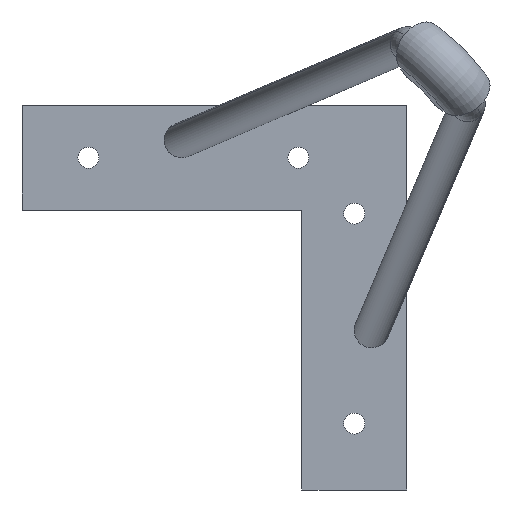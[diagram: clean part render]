
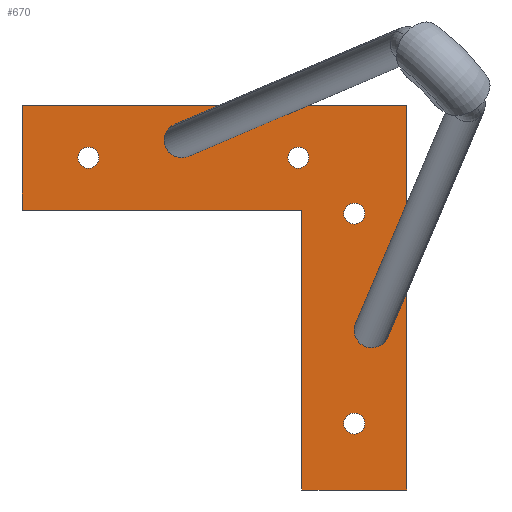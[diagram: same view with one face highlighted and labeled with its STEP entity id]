
A CAD part, front view. The second image highlights one B-rep face of the part: STEP entity #670.
In plain terms, the highlighted planar face has unit normal (0, -1, 0).
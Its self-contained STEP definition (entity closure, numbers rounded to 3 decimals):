
#27 = DIRECTION ( 'NONE',  ( 0., 0., 1. ) ) ;
#68 = CARTESIAN_POINT ( 'NONE',  ( 0., -3., 0. ) ) ;
#77 = FACE_OUTER_BOUND ( 'NONE', #300, .T. ) ;
#82 = EDGE_CURVE ( 'NONE', #440, #1421, #167, .T. ) ;
#114 = CARTESIAN_POINT ( 'NONE',  ( 0., -3., -110. ) ) ;
#166 = CARTESIAN_POINT ( 'NONE',  ( -91., -3., -12. ) ) ;
#167 = LINE ( 'NONE', #114, #1092 ) ;
#169 = CARTESIAN_POINT ( 'NONE',  ( 0., -3., -110. ) ) ;
#170 = ORIENTED_EDGE ( 'NONE', *, *, #293, .T. ) ;
#177 = DIRECTION ( 'NONE',  ( 0., 1., 0. ) ) ;
#183 = ORIENTED_EDGE ( 'NONE', *, *, #582, .F. ) ;
#192 = ORIENTED_EDGE ( 'NONE', *, *, #1086, .T. ) ;
#201 = DIRECTION ( 'NONE',  ( 0., 1., 0. ) ) ;
#210 = CARTESIAN_POINT ( 'NONE',  ( -110., -3., 0. ) ) ;
#224 = VERTEX_POINT ( 'NONE', #349 ) ;
#258 = VECTOR ( 'NONE', #1330, 1000. ) ;
#269 = CIRCLE ( 'NONE', #329, 3. ) ;
#283 = PLANE ( 'NONE',  #1266 ) ;
#293 = EDGE_CURVE ( 'NONE', #1151, #1542, #1111, .T. ) ;
#300 = EDGE_LOOP ( 'NONE', ( #975, #1063, #183, #600, #1289, #1148 ) ) ;
#304 = DIRECTION ( 'NONE',  ( 0., 1., 0. ) ) ;
#326 = CARTESIAN_POINT ( 'NONE',  ( -31., -3., -15. ) ) ;
#329 = AXIS2_PLACEMENT_3D ( 'NONE', #933, #656, #1386 ) ;
#331 = EDGE_LOOP ( 'NONE', ( #561, #586 ) ) ;
#334 = CARTESIAN_POINT ( 'NONE',  ( -110., -3., -30. ) ) ;
#349 = CARTESIAN_POINT ( 'NONE',  ( -110., -3., -30. ) ) ;
#380 = VECTOR ( 'NONE', #563, 1000. ) ;
#388 = AXIS2_PLACEMENT_3D ( 'NONE', #427, #457, #950 ) ;
#394 = CARTESIAN_POINT ( 'NONE',  ( -30., -3., -30. ) ) ;
#419 = ORIENTED_EDGE ( 'NONE', *, *, #895, .T. ) ;
#424 = CARTESIAN_POINT ( 'NONE',  ( -15., -3., -91. ) ) ;
#425 = DIRECTION ( 'NONE',  ( 0., 0., 1. ) ) ;
#427 = CARTESIAN_POINT ( 'NONE',  ( -15., -3., -31. ) ) ;
#434 = CIRCLE ( 'NONE', #1020, 3. ) ;
#440 = VERTEX_POINT ( 'NONE', #169 ) ;
#442 = LINE ( 'NONE', #821, #380 ) ;
#457 = DIRECTION ( 'NONE',  ( 0., 1., 0. ) ) ;
#495 = VECTOR ( 'NONE', #1286, 1000. ) ;
#520 = AXIS2_PLACEMENT_3D ( 'NONE', #1488, #1344, #1144 ) ;
#530 = EDGE_CURVE ( 'NONE', #824, #1140, #1081, .T. ) ;
#543 = DIRECTION ( 'NONE',  ( 0., 0., 1. ) ) ;
#551 = EDGE_CURVE ( 'NONE', #1421, #1205, #442, .T. ) ;
#560 = VERTEX_POINT ( 'NONE', #1040 ) ;
#561 = ORIENTED_EDGE ( 'NONE', *, *, #530, .T. ) ;
#563 = DIRECTION ( 'NONE',  ( 0., 0., 1. ) ) ;
#570 = DIRECTION ( 'NONE',  ( -1., 0., 0. ) ) ;
#582 = EDGE_CURVE ( 'NONE', #1205, #224, #1170, .T. ) ;
#586 = ORIENTED_EDGE ( 'NONE', *, *, #1051, .T. ) ;
#596 = CARTESIAN_POINT ( 'NONE',  ( 0., -3., 0. ) ) ;
#600 = ORIENTED_EDGE ( 'NONE', *, *, #551, .F. ) ;
#618 = CARTESIAN_POINT ( 'NONE',  ( -31., -3., -12. ) ) ;
#653 = EDGE_LOOP ( 'NONE', ( #1490, #831 ) ) ;
#656 = DIRECTION ( 'NONE',  ( 0., 1., 0. ) ) ;
#668 = CARTESIAN_POINT ( 'NONE',  ( -30., -3., -110. ) ) ;
#670 = ADVANCED_FACE ( 'NONE', ( #801, #692, #1178, #1249, #77 ), #283, .F. ) ;
#679 = ORIENTED_EDGE ( 'NONE', *, *, #1445, .T. ) ;
#691 = CARTESIAN_POINT ( 'NONE',  ( -30., -3., -30. ) ) ;
#692 = FACE_BOUND ( 'NONE', #653, .T. ) ;
#750 = CARTESIAN_POINT ( 'NONE',  ( -31., -3., -15. ) ) ;
#787 = EDGE_LOOP ( 'NONE', ( #170, #192 ) ) ;
#790 = EDGE_LOOP ( 'NONE', ( #419, #679 ) ) ;
#795 = CARTESIAN_POINT ( 'NONE',  ( -91., -3., -15. ) ) ;
#801 = FACE_BOUND ( 'NONE', #331, .T. ) ;
#820 = VECTOR ( 'NONE', #1382, 1000. ) ;
#821 = CARTESIAN_POINT ( 'NONE',  ( -30., -3., -110. ) ) ;
#822 = CARTESIAN_POINT ( 'NONE',  ( 0., -3., 0. ) ) ;
#823 = AXIS2_PLACEMENT_3D ( 'NONE', #750, #994, #1364 ) ;
#824 = VERTEX_POINT ( 'NONE', #1495 ) ;
#831 = ORIENTED_EDGE ( 'NONE', *, *, #1428, .T. ) ;
#838 = AXIS2_PLACEMENT_3D ( 'NONE', #795, #177, #543 ) ;
#845 = CARTESIAN_POINT ( 'NONE',  ( -15., -3., -94. ) ) ;
#851 = DIRECTION ( 'NONE',  ( 0., 0., 1. ) ) ;
#895 = EDGE_CURVE ( 'NONE', #1309, #1453, #269, .T. ) ;
#914 = DIRECTION ( 'NONE',  ( -1., 0., 0. ) ) ;
#933 = CARTESIAN_POINT ( 'NONE',  ( -91., -3., -15. ) ) ;
#947 = DIRECTION ( 'NONE',  ( 0., 1., 0. ) ) ;
#948 = CIRCLE ( 'NONE', #1497, 3. ) ;
#950 = DIRECTION ( 'NONE',  ( 0., 0., 1. ) ) ;
#975 = ORIENTED_EDGE ( 'NONE', *, *, #1247, .F. ) ;
#994 = DIRECTION ( 'NONE',  ( 0., 1., 0. ) ) ;
#1020 = AXIS2_PLACEMENT_3D ( 'NONE', #1283, #201, #27 ) ;
#1040 = CARTESIAN_POINT ( 'NONE',  ( -15., -3., -34. ) ) ;
#1043 = CARTESIAN_POINT ( 'NONE',  ( -91., -3., -18. ) ) ;
#1051 = EDGE_CURVE ( 'NONE', #1140, #824, #434, .T. ) ;
#1063 = ORIENTED_EDGE ( 'NONE', *, *, #1544, .F. ) ;
#1081 = CIRCLE ( 'NONE', #1551, 3. ) ;
#1086 = EDGE_CURVE ( 'NONE', #1542, #1151, #948, .T. ) ;
#1092 = VECTOR ( 'NONE', #914, 1000. ) ;
#1104 = VERTEX_POINT ( 'NONE', #596 ) ;
#1111 = CIRCLE ( 'NONE', #823, 3. ) ;
#1125 = CARTESIAN_POINT ( 'NONE',  ( -110., -3., 0. ) ) ;
#1135 = CIRCLE ( 'NONE', #388, 3. ) ;
#1140 = VERTEX_POINT ( 'NONE', #845 ) ;
#1144 = DIRECTION ( 'NONE',  ( 0., 0., 1. ) ) ;
#1148 = ORIENTED_EDGE ( 'NONE', *, *, #1368, .F. ) ;
#1151 = VERTEX_POINT ( 'NONE', #618 ) ;
#1170 = LINE ( 'NONE', #691, #1471 ) ;
#1178 = FACE_BOUND ( 'NONE', #787, .T. ) ;
#1193 = EDGE_CURVE ( 'NONE', #1513, #560, #1303, .T. ) ;
#1205 = VERTEX_POINT ( 'NONE', #394 ) ;
#1247 = EDGE_CURVE ( 'NONE', #1416, #1104, #1369, .T. ) ;
#1249 = FACE_BOUND ( 'NONE', #790, .T. ) ;
#1266 = AXIS2_PLACEMENT_3D ( 'NONE', #68, #1381, #425 ) ;
#1283 = CARTESIAN_POINT ( 'NONE',  ( -15., -3., -91. ) ) ;
#1286 = DIRECTION ( 'NONE',  ( 0., 0., -1. ) ) ;
#1289 = ORIENTED_EDGE ( 'NONE', *, *, #82, .F. ) ;
#1294 = LINE ( 'NONE', #822, #495 ) ;
#1303 = CIRCLE ( 'NONE', #520, 3. ) ;
#1309 = VERTEX_POINT ( 'NONE', #166 ) ;
#1321 = CARTESIAN_POINT ( 'NONE',  ( -15., -3., -28. ) ) ;
#1330 = DIRECTION ( 'NONE',  ( 0., 0., 1. ) ) ;
#1344 = DIRECTION ( 'NONE',  ( 0., 1., 0. ) ) ;
#1364 = DIRECTION ( 'NONE',  ( 0., 0., 1. ) ) ;
#1368 = EDGE_CURVE ( 'NONE', #1104, #440, #1294, .T. ) ;
#1369 = LINE ( 'NONE', #1125, #820 ) ;
#1381 = DIRECTION ( 'NONE',  ( 0., 1., 0. ) ) ;
#1382 = DIRECTION ( 'NONE',  ( 1., 0., 0. ) ) ;
#1386 = DIRECTION ( 'NONE',  ( 0., 0., 1. ) ) ;
#1399 = DIRECTION ( 'NONE',  ( 0., 0., 1. ) ) ;
#1416 = VERTEX_POINT ( 'NONE', #210 ) ;
#1421 = VERTEX_POINT ( 'NONE', #668 ) ;
#1428 = EDGE_CURVE ( 'NONE', #560, #1513, #1135, .T. ) ;
#1434 = CIRCLE ( 'NONE', #838, 3. ) ;
#1445 = EDGE_CURVE ( 'NONE', #1453, #1309, #1434, .T. ) ;
#1453 = VERTEX_POINT ( 'NONE', #1043 ) ;
#1454 = CARTESIAN_POINT ( 'NONE',  ( -31., -3., -18. ) ) ;
#1471 = VECTOR ( 'NONE', #570, 1000. ) ;
#1488 = CARTESIAN_POINT ( 'NONE',  ( -15., -3., -31. ) ) ;
#1490 = ORIENTED_EDGE ( 'NONE', *, *, #1193, .T. ) ;
#1495 = CARTESIAN_POINT ( 'NONE',  ( -15., -3., -88. ) ) ;
#1497 = AXIS2_PLACEMENT_3D ( 'NONE', #326, #947, #851 ) ;
#1513 = VERTEX_POINT ( 'NONE', #1321 ) ;
#1542 = VERTEX_POINT ( 'NONE', #1454 ) ;
#1544 = EDGE_CURVE ( 'NONE', #224, #1416, #1552, .T. ) ;
#1551 = AXIS2_PLACEMENT_3D ( 'NONE', #424, #304, #1399 ) ;
#1552 = LINE ( 'NONE', #334, #258 ) ;
